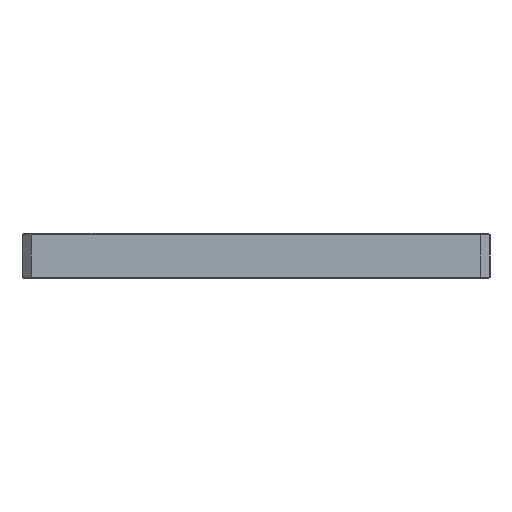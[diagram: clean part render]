
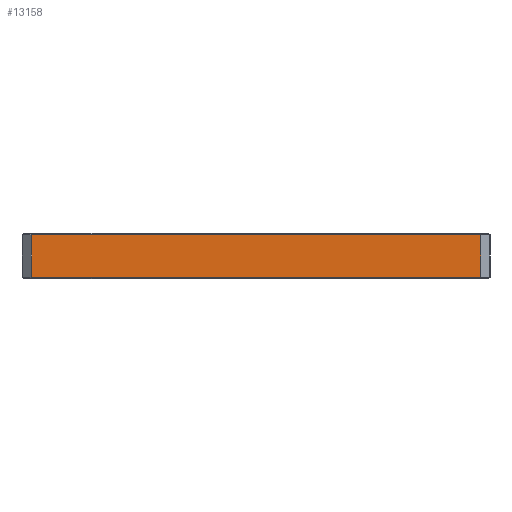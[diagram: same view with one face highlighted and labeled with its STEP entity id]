
A CAD part, left-side view. The second image highlights one B-rep face of the part: STEP entity #13158.
In plain terms, the highlighted planar face has unit normal (-1, 0, 0).
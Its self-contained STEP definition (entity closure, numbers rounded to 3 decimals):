
#274=PLANE('',#14129);
#926=FACE_OUTER_BOUND('',#1702,.T.);
#1702=EDGE_LOOP('',(#11287,#11288,#11289,#11290));
#3496=LINE('',#44615,#4328);
#3662=LINE('',#45181,#4494);
#3687=LINE('',#45263,#4519);
#3688=LINE('',#45265,#4520);
#4328=VECTOR('',#15998,10.);
#4494=VECTOR('',#16532,10.);
#4519=VECTOR('',#16617,10.);
#4520=VECTOR('',#16620,10.);
#5641=VERTEX_POINT('',#44613);
#5642=VERTEX_POINT('',#44614);
#5769=VERTEX_POINT('',#44989);
#5772=VERTEX_POINT('',#44999);
#7390=EDGE_CURVE('',#5641,#5642,#3496,.T.);
#7657=EDGE_CURVE('',#5772,#5769,#3662,.T.);
#7695=EDGE_CURVE('',#5769,#5641,#3687,.T.);
#7696=EDGE_CURVE('',#5772,#5642,#3688,.T.);
#11287=ORIENTED_EDGE('',*,*,#7390,.F.);
#11288=ORIENTED_EDGE('',*,*,#7695,.F.);
#11289=ORIENTED_EDGE('',*,*,#7657,.F.);
#11290=ORIENTED_EDGE('',*,*,#7696,.T.);
#13158=ADVANCED_FACE('',(#926),#274,.T.);
#14129=AXIS2_PLACEMENT_3D('',#45264,#16618,#16619);
#15998=DIRECTION('',(0.,1.,0.));
#16532=DIRECTION('',(0.,-1.,0.));
#16617=DIRECTION('',(0.,0.,-1.));
#16618=DIRECTION('center_axis',(-1.,0.,0.));
#16619=DIRECTION('ref_axis',(0.,1.,0.));
#16620=DIRECTION('',(0.,0.,-1.));
#44613=CARTESIAN_POINT('',(-62.,-50.,-11.37));
#44614=CARTESIAN_POINT('',(-62.,49.793,-11.37));
#44615=CARTESIAN_POINT('',(-62.,-25.,-11.37));
#44989=CARTESIAN_POINT('',(-62.,-50.,-1.97));
#44999=CARTESIAN_POINT('',(-62.,49.793,-1.97));
#45181=CARTESIAN_POINT('',(-62.,-25.,-1.97));
#45263=CARTESIAN_POINT('',(-62.,-50.,-1.67));
#45264=CARTESIAN_POINT('Origin',(-62.,-50.,-1.67));
#45265=CARTESIAN_POINT('',(-62.,49.793,-1.67));
